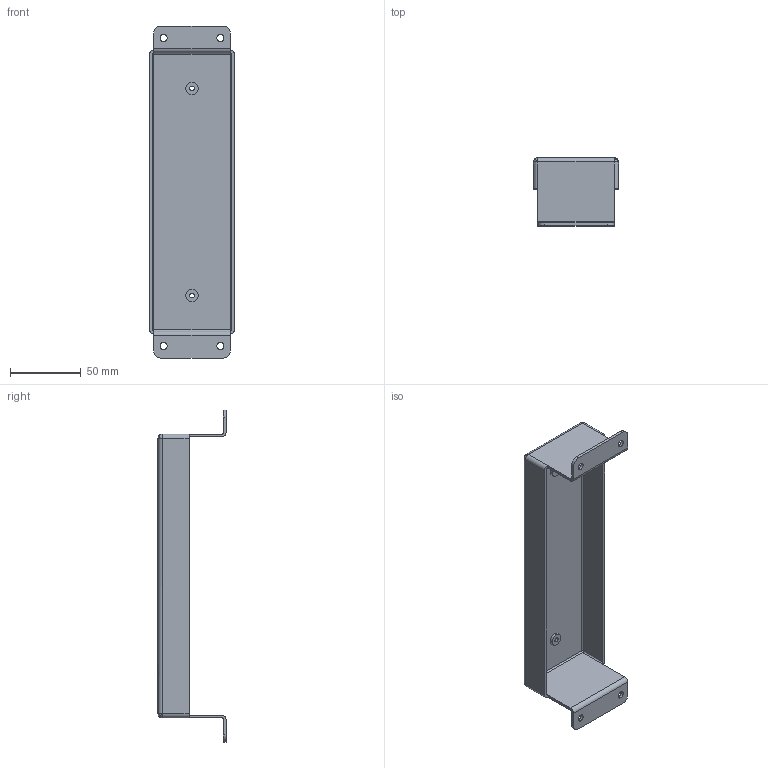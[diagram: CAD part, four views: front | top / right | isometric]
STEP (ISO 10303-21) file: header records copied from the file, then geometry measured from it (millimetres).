
FILE_DESCRIPTION (( 'STEP AP203' ), '1' );
FILE_NAME ('MS001-A.02.012JS.1.1MS001-A台车把手固定支架.step', '2021-08-27T10:46:24', ( 'Windows User' ), ( 'P R C' ), 'SwSTEP 2.0', 'SolidWorks 2016', '' );
FILE_SCHEMA (( 'CONFIG_CONTROL_DESIGN' ));
Length unit declared in the file: millimetre
Products named in the file (1): MS001-A.02.012JS.1.1MS001-A台车把手固定支架
Bounding box: 60 x 48 x 234 mm (x, y, z)
Volume: 52517.7 mm3; surface area: 53979.6 mm2
Topology: 1 solids, 1 shells, 76 faces, 196 edges, 112 vertices
Faces by surface type: cylinder 40, plane 24, bspline 12
Entity records: 2457 total; most frequent: CARTESIAN_POINT 553, DIRECTION 406, ORIENTED_EDGE 368, EDGE_CURVE 184, AXIS2_PLACEMENT_3D 157, VERTEX_POINT 112, CIRCLE 92, VECTOR 92
